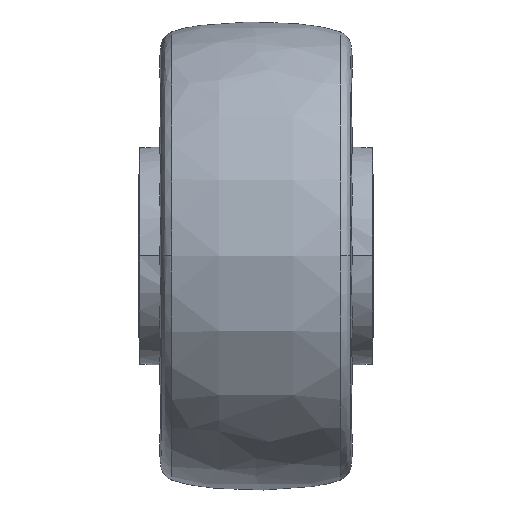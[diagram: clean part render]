
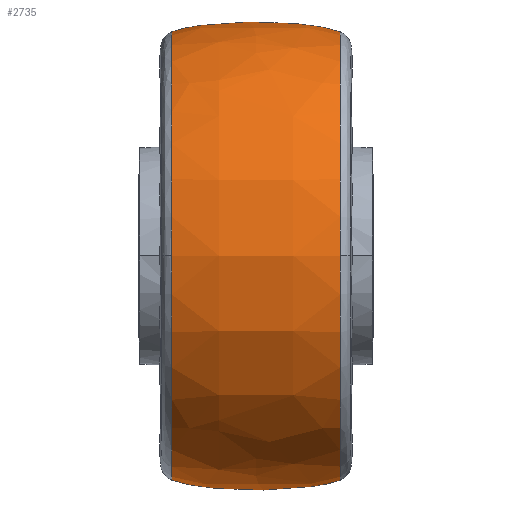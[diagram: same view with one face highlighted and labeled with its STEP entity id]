
A CAD part, top view. The second image highlights one B-rep face of the part: STEP entity #2735.
In plain terms, the highlighted free-form (B-spline) face has degree [3, 3] with [4, 4] control points.
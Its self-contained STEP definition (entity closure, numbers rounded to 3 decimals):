
#15 = CARTESIAN_POINT ( 'NONE',  ( -7.653, 40.896, 0. ) ) ;
#25 = DIRECTION ( 'NONE',  ( 1., 0., 0. ) ) ;
#160 = CARTESIAN_POINT ( 'NONE',  ( -14.374, 0., 0. ) ) ;
#281 = CARTESIAN_POINT ( 'NONE',  ( 7.653, 40.896, 0. ) ) ;
#297 = AXIS2_PLACEMENT_3D ( 'NONE', #308, #25, #1847 ) ;
#308 = CARTESIAN_POINT ( 'NONE',  ( 14.374, 0., 0. ) ) ;
#329 = CARTESIAN_POINT ( 'NONE',  ( -7.653, 40.896, 81.791 ) ) ;
#426 = ORIENTED_EDGE ( 'NONE', *, *, #3787, .F. ) ;
#485 = CARTESIAN_POINT ( 'NONE',  ( 14.374, 38.318, 76.635 ) ) ;
#547 = ORIENTED_EDGE ( 'NONE', *, *, #1895, .F. ) ;
#621 = FACE_OUTER_BOUND ( 'NONE', #3802, .T. ) ;
#641 = CARTESIAN_POINT ( 'NONE',  ( -14.374, 38.318, 0. ) ) ;
#644 = VERTEX_POINT ( 'NONE', #835 ) ;
#736 =( BOUNDED_SURFACE ( )  B_SPLINE_SURFACE ( 3, 3, ( 
 ( #641, #1253, #2499, #2819 ),
 ( #945, #329, #3739, #3441 ),
 ( #1878, #2189, #3133, #1571 ),
 ( #1396, #485, #3859, #3258 ) ),
 .UNSPECIFIED., .F., .F., .F. ) 
 B_SPLINE_SURFACE_WITH_KNOTS ( ( 4, 4 ),
 ( 4, 4 ),
 ( 0., 1. ),
 ( 0., 1. ),
 .UNSPECIFIED. ) 
 GEOMETRIC_REPRESENTATION_ITEM ( )  RATIONAL_B_SPLINE_SURFACE ( (
 ( 1., 0.333, 0.333, 1.),
 ( 0.626, 0.209, 0.209, 0.626),
 ( 0.626, 0.209, 0.209, 0.626),
 ( 1., 0.333, 0.333, 1.) ) ) 
 REPRESENTATION_ITEM ( '' )  SURFACE ( )  );
#819 = CARTESIAN_POINT ( 'NONE',  ( -14.374, -38.318, 0. ) ) ;
#835 = CARTESIAN_POINT ( 'NONE',  ( 14.374, 38.318, 0. ) ) ;
#859 = CARTESIAN_POINT ( 'NONE',  ( -14.374, 0., 0. ) ) ;
#866 = ORIENTED_EDGE ( 'NONE', *, *, #1669, .F. ) ;
#902 = CARTESIAN_POINT ( 'NONE',  ( 14.374, 38.318, 0. ) ) ;
#913 = ORIENTED_EDGE ( 'NONE', *, *, #2716, .T. ) ;
#945 = CARTESIAN_POINT ( 'NONE',  ( -7.653, 40.896, 0. ) ) ;
#1140 = CIRCLE ( 'NONE', #2311, 38.318 ) ;
#1253 = CARTESIAN_POINT ( 'NONE',  ( -14.374, 38.318, 76.635 ) ) ;
#1359 = DIRECTION ( 'NONE',  ( 0., 0., -1. ) ) ;
#1396 = CARTESIAN_POINT ( 'NONE',  ( 14.374, 38.318, 0. ) ) ;
#1477 =( BOUNDED_CURVE ( )  B_SPLINE_CURVE ( 3, ( #819, #2304, #1715, #2656 ),
 .UNSPECIFIED., .F., .T. ) 
 B_SPLINE_CURVE_WITH_KNOTS ( ( 4, 4 ),
 ( 0., 1. ),
 .UNSPECIFIED. ) 
 CURVE ( )  GEOMETRIC_REPRESENTATION_ITEM ( )  RATIONAL_B_SPLINE_CURVE ( ( 1., 0.626, 0.626, 1. ) ) 
 REPRESENTATION_ITEM ( '' )  );
#1559 = ORIENTED_EDGE ( 'NONE', *, *, #2638, .T. ) ;
#1571 = CARTESIAN_POINT ( 'NONE',  ( 7.653, -40.896, 0. ) ) ;
#1669 = EDGE_CURVE ( 'NONE', #1808, #3379, #2262, .T. ) ;
#1715 = CARTESIAN_POINT ( 'NONE',  ( 7.653, -40.896, 0. ) ) ;
#1731 = CARTESIAN_POINT ( 'NONE',  ( 14.374, 0., 38.318 ) ) ;
#1785 = VERTEX_POINT ( 'NONE', #1731 ) ;
#1808 = VERTEX_POINT ( 'NONE', #3613 ) ;
#1847 = DIRECTION ( 'NONE',  ( 0., 0., -1. ) ) ;
#1878 = CARTESIAN_POINT ( 'NONE',  ( 7.653, 40.896, 0. ) ) ;
#1895 = EDGE_CURVE ( 'NONE', #3379, #3396, #3500, .T. ) ;
#1957 = EDGE_CURVE ( 'NONE', #1785, #2948, #3038, .T. ) ;
#1997 =( BOUNDED_CURVE ( )  B_SPLINE_CURVE ( 3, ( #902, #281, #15, #2165 ),
 .UNSPECIFIED., .F., .T. ) 
 B_SPLINE_CURVE_WITH_KNOTS ( ( 4, 4 ),
 ( 0., 1. ),
 .UNSPECIFIED. ) 
 CURVE ( )  GEOMETRIC_REPRESENTATION_ITEM ( )  RATIONAL_B_SPLINE_CURVE ( ( 1., 0.626, 0.626, 1. ) ) 
 REPRESENTATION_ITEM ( '' )  );
#2165 = CARTESIAN_POINT ( 'NONE',  ( -14.374, 38.318, 0. ) ) ;
#2189 = CARTESIAN_POINT ( 'NONE',  ( 7.653, 40.896, 81.791 ) ) ;
#2262 = CIRCLE ( 'NONE', #3369, 38.318 ) ;
#2304 = CARTESIAN_POINT ( 'NONE',  ( -7.653, -40.896, 0. ) ) ;
#2311 = AXIS2_PLACEMENT_3D ( 'NONE', #2612, #2939, #1359 ) ;
#2486 = DIRECTION ( 'NONE',  ( 0., 0., 1. ) ) ;
#2499 = CARTESIAN_POINT ( 'NONE',  ( -14.374, -38.318, 76.635 ) ) ;
#2612 = CARTESIAN_POINT ( 'NONE',  ( 14.374, 0., 0. ) ) ;
#2638 = EDGE_CURVE ( 'NONE', #1808, #2948, #1477, .T. ) ;
#2656 = CARTESIAN_POINT ( 'NONE',  ( 14.374, -38.318, 0. ) ) ;
#2716 = EDGE_CURVE ( 'NONE', #644, #3396, #1997, .T. ) ;
#2735 = ADVANCED_FACE ( 'NONE', ( #621 ), #736, .F. ) ;
#2777 = AXIS2_PLACEMENT_3D ( 'NONE', #160, #3961, #3894 ) ;
#2789 = CARTESIAN_POINT ( 'NONE',  ( 14.374, -38.318, 0. ) ) ;
#2819 = CARTESIAN_POINT ( 'NONE',  ( -14.374, -38.318, 0. ) ) ;
#2833 = CARTESIAN_POINT ( 'NONE',  ( -14.374, 38.318, 0. ) ) ;
#2939 = DIRECTION ( 'NONE',  ( 1., 0., 0. ) ) ;
#2948 = VERTEX_POINT ( 'NONE', #2789 ) ;
#3038 = CIRCLE ( 'NONE', #297, 38.318 ) ;
#3133 = CARTESIAN_POINT ( 'NONE',  ( 7.653, -40.896, 81.791 ) ) ;
#3258 = CARTESIAN_POINT ( 'NONE',  ( 14.374, -38.318, 0. ) ) ;
#3369 = AXIS2_PLACEMENT_3D ( 'NONE', #859, #3969, #2486 ) ;
#3379 = VERTEX_POINT ( 'NONE', #3806 ) ;
#3396 = VERTEX_POINT ( 'NONE', #2833 ) ;
#3441 = CARTESIAN_POINT ( 'NONE',  ( -7.653, -40.896, 0. ) ) ;
#3464 = ORIENTED_EDGE ( 'NONE', *, *, #1957, .F. ) ;
#3500 = CIRCLE ( 'NONE', #2777, 38.318 ) ;
#3613 = CARTESIAN_POINT ( 'NONE',  ( -14.374, -38.318, 0. ) ) ;
#3739 = CARTESIAN_POINT ( 'NONE',  ( -7.653, -40.896, 81.791 ) ) ;
#3787 = EDGE_CURVE ( 'NONE', #644, #1785, #1140, .T. ) ;
#3802 = EDGE_LOOP ( 'NONE', ( #1559, #3464, #426, #913, #547, #866 ) ) ;
#3806 = CARTESIAN_POINT ( 'NONE',  ( -14.374, 0., 38.318 ) ) ;
#3859 = CARTESIAN_POINT ( 'NONE',  ( 14.374, -38.318, 76.635 ) ) ;
#3894 = DIRECTION ( 'NONE',  ( 0., 0., 1. ) ) ;
#3961 = DIRECTION ( 'NONE',  ( -1., 0., 0. ) ) ;
#3969 = DIRECTION ( 'NONE',  ( -1., 0., 0. ) ) ;
